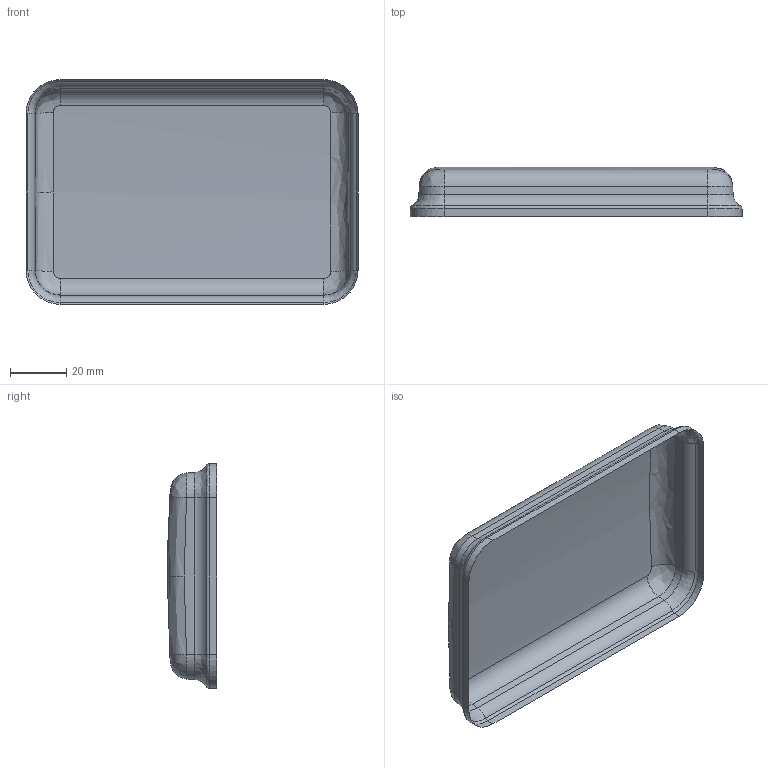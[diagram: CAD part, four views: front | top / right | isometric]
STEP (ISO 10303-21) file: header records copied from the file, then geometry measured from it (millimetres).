
FILE_DESCRIPTION (( 'STEP AP203' ), '1' );
FILE_NAME ('1010-TOP-002.STEP', '2005-05-05T22:51:03', ( ' ' ), ( ' ' ), 'SwSTEP 2.0', 'SolidWorks 2004286', '' );
FILE_SCHEMA (( 'CONFIG_CONTROL_DESIGN' ));
Length unit declared in the file: inch
Products named in the file (1): 1010-TOP-002
Bounding box: 117.89 x 17.41 x 79.79 mm (x, y, z)
Surface area: 13501.3 mm2 (no closed solid volume)
Topology: 0 solids, 1 shells, 42 faces, 91 edges, 50 vertices
Faces by surface type: bspline 15, cylinder 15, plane 8, cone 4
Entity records: 2388 total; most frequent: CARTESIAN_POINT 1473, ORIENTED_EDGE 174, DIRECTION 170, EDGE_CURVE 91, AXIS2_PLACEMENT_3D 67, VERTEX_POINT 50, EDGE_LOOP 42, ADVANCED_FACE 42
